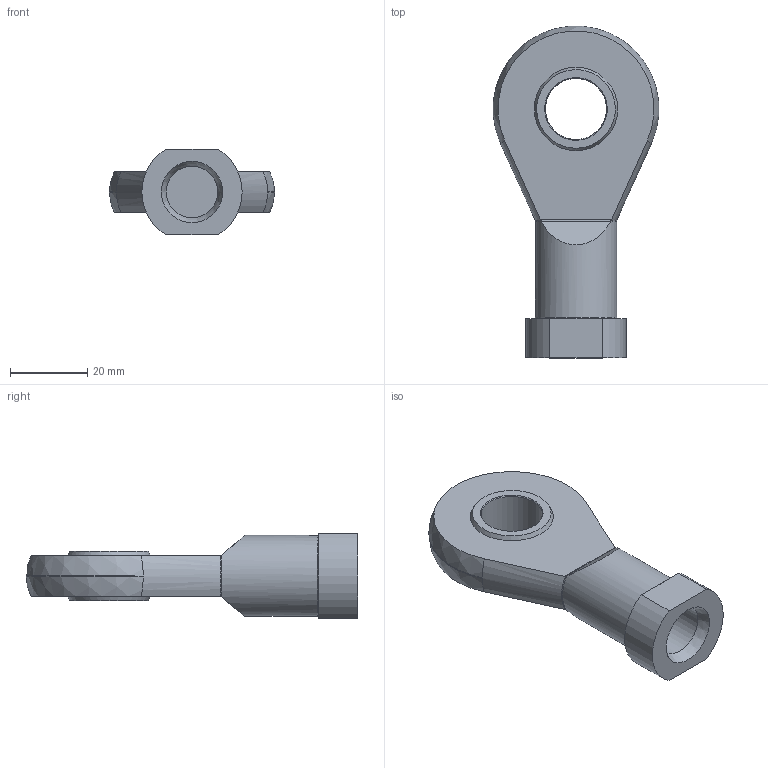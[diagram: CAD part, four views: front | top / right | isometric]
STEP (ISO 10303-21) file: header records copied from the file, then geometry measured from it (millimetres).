
FILE_DESCRIPTION(/* description */ ('igubal Rod End Bearing Housing'),/* implementation_level */ '2;1');
FILE_NAME(/* name */ 'BRG_Bearing_EBRI-10R.iam.stp',/* time_stamp */ '2016-01-07T16:48:31-08:00',/* author */ ('Autodesk, Inc.'),/* organization */ ('Autodesk, Inc.'),/* preprocessor_version */ 'ST-DEVELOPER v16.1',/* originating_system */ 'Autodesk Inventor 2016',/* authorisation */ '');
FILE_SCHEMA (('AUTOMOTIVE_DESIGN { 1 0 10303 214 3 1 1 }'));
Length unit declared in the file: inch
Products named in the file (3): EBRI-10R_Housing; EBRI-10R_Spherical Bearing; BRG_Bearing_EBRI-10R
Assembly tree (2 placements, depth 2):
  BRG_Bearing_EBRI-10R
    EBRI-10R_Housing
    EBRI-10R_Spherical Bearing
Bounding box: 42.87 x 86.02 x 22.1 mm (x, y, z)
Volume: 25011 mm3; surface area: 10670.2 mm2
Topology: 2 solids, 2 shells, 30 faces, 79 edges, 55 vertices
Faces by surface type: plane 11, cylinder 7, bspline 7, cone 2, sphere 2, torus 1
Full cylindrical faces by diameter (mm): 13.386 x1, 15.875 x1, 21.006 x1
Entity records: 1164 total; most frequent: CARTESIAN_POINT 403, DIRECTION 144, ORIENTED_EDGE 136, EDGE_CURVE 68, AXIS2_PLACEMENT_3D 60, VERTEX_POINT 52, EDGE_LOOP 44, FACE_OUTER_BOUND 30
